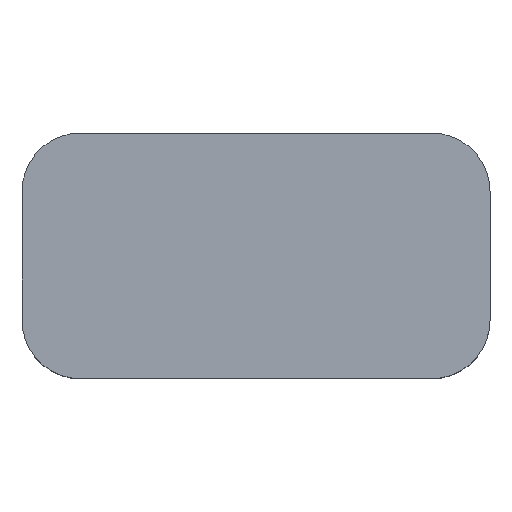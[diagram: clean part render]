
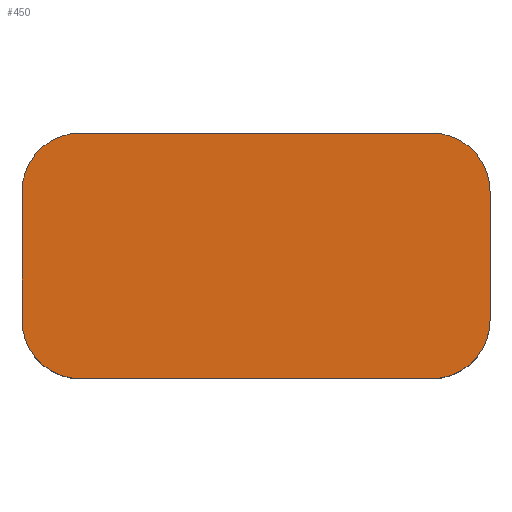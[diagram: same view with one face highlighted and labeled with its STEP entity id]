
A CAD part, top view. The second image highlights one B-rep face of the part: STEP entity #450.
In plain terms, the highlighted planar face has unit normal (0, 0, 1).
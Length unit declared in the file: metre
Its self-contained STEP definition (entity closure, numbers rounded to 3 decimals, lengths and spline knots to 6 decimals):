
#24=CIRCLE('',#494,0.0015);
#25=CIRCLE('',#495,0.0015);
#26=CIRCLE('',#496,0.0015);
#27=CIRCLE('',#497,0.0015);
#75=ORIENTED_EDGE('',*,*,#200,.F.);
#76=ORIENTED_EDGE('',*,*,#201,.T.);
#77=ORIENTED_EDGE('',*,*,#202,.F.);
#78=ORIENTED_EDGE('',*,*,#203,.T.);
#79=ORIENTED_EDGE('',*,*,#166,.T.);
#80=ORIENTED_EDGE('',*,*,#204,.T.);
#81=ORIENTED_EDGE('',*,*,#198,.T.);
#82=ORIENTED_EDGE('',*,*,#205,.T.);
#166=EDGE_CURVE('',#232,#233,#276,.T.);
#198=EDGE_CURVE('',#259,#258,#302,.T.);
#200=EDGE_CURVE('',#260,#261,#304,.T.);
#201=EDGE_CURVE('',#260,#262,#24,.T.);
#202=EDGE_CURVE('',#263,#262,#305,.T.);
#203=EDGE_CURVE('',#263,#232,#25,.T.);
#204=EDGE_CURVE('',#233,#259,#26,.T.);
#205=EDGE_CURVE('',#258,#261,#27,.T.);
#232=VERTEX_POINT('',#654);
#233=VERTEX_POINT('',#655);
#258=VERTEX_POINT('',#718);
#259=VERTEX_POINT('',#720);
#260=VERTEX_POINT('',#724);
#261=VERTEX_POINT('',#725);
#262=VERTEX_POINT('',#727);
#263=VERTEX_POINT('',#729);
#276=LINE('',#653,#326);
#302=LINE('',#719,#352);
#304=LINE('',#723,#354);
#305=LINE('',#728,#355);
#326=VECTOR('',#523,1.);
#352=VECTOR('',#575,1.);
#354=VECTOR('',#579,1.);
#355=VECTOR('',#582,1.);
#384=EDGE_LOOP('',(#75,#76,#77,#78,#79,#80,#81,#82));
#408=FACE_BOUND('',#384,.T.);
#432=PLANE('',#493);
#450=ADVANCED_FACE('',(#408),#432,.T.);
#493=AXIS2_PLACEMENT_3D('',#722,#577,#578);
#494=AXIS2_PLACEMENT_3D('',#726,#580,#581);
#495=AXIS2_PLACEMENT_3D('',#730,#583,#584);
#496=AXIS2_PLACEMENT_3D('',#731,#585,#586);
#497=AXIS2_PLACEMENT_3D('',#732,#587,#588);
#523=DIRECTION('',(0.,1.,0.));
#575=DIRECTION('',(-1.,0.,0.));
#577=DIRECTION('',(0.,0.,1.));
#578=DIRECTION('',(0.,-1.,0.));
#579=DIRECTION('',(0.,1.,0.));
#580=DIRECTION('',(0.,0.,1.));
#581=DIRECTION('',(0.,-1.,0.));
#582=DIRECTION('',(-1.,0.,0.));
#583=DIRECTION('',(0.,0.,1.));
#584=DIRECTION('',(0.,-1.,0.));
#585=DIRECTION('',(0.,0.,1.));
#586=DIRECTION('',(0.,-1.,0.));
#587=DIRECTION('',(0.,0.,1.));
#588=DIRECTION('',(0.,-1.,0.));
#653=CARTESIAN_POINT('',(0.006,0.,0.001925));
#654=CARTESIAN_POINT('',(0.006,-0.00165,0.001925));
#655=CARTESIAN_POINT('',(0.006,0.00165,0.001925));
#718=CARTESIAN_POINT('',(-0.0045,0.00315,0.001925));
#719=CARTESIAN_POINT('',(0.006,0.00315,0.001925));
#720=CARTESIAN_POINT('',(0.0045,0.00315,0.001925));
#722=CARTESIAN_POINT('',(0.006,0.,0.001925));
#723=CARTESIAN_POINT('',(-0.006,0.,0.001925));
#724=CARTESIAN_POINT('',(-0.006,-0.00165,0.001925));
#725=CARTESIAN_POINT('',(-0.006,0.00165,0.001925));
#726=CARTESIAN_POINT('',(-0.0045,-0.00165,0.001925));
#727=CARTESIAN_POINT('',(-0.0045,-0.00315,0.001925));
#728=CARTESIAN_POINT('',(0.006,-0.00315,0.001925));
#729=CARTESIAN_POINT('',(0.0045,-0.00315,0.001925));
#730=CARTESIAN_POINT('',(0.0045,-0.00165,0.001925));
#731=CARTESIAN_POINT('',(0.0045,0.00165,0.001925));
#732=CARTESIAN_POINT('',(-0.0045,0.00165,0.001925));
